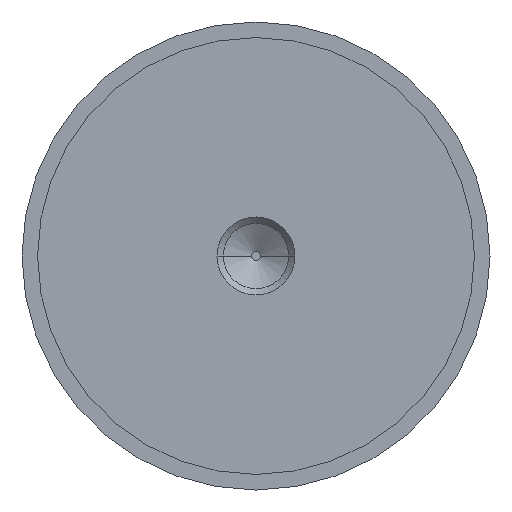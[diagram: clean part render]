
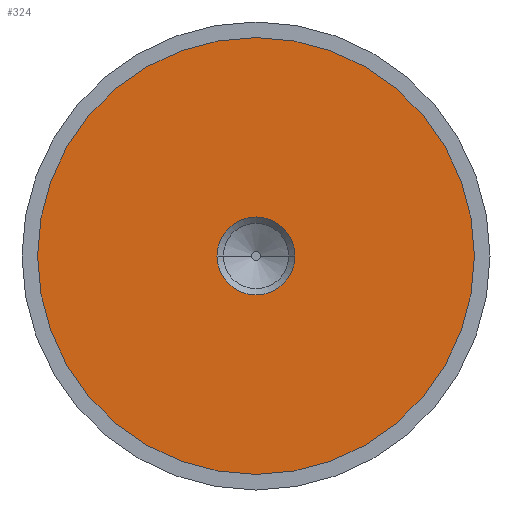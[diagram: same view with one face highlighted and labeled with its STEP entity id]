
A CAD part, front view. The second image highlights one B-rep face of the part: STEP entity #324.
In plain terms, the highlighted planar face has unit normal (0, -1, 0).
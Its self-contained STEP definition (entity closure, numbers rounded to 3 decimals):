
#320=EDGE_CURVE('',#456,#658,#789,.T.);
#324=ADVANCED_FACE('',(#795,#796),#797,.T.);
#336=EDGE_CURVE('',#658,#456,#810,.T.);
#456=VERTEX_POINT('',#946);
#626=EDGE_CURVE('',#664,#670,#1145,.T.);
#634=EDGE_CURVE('',#670,#664,#1155,.T.);
#658=VERTEX_POINT('',#1181);
#664=VERTEX_POINT('',#1187);
#670=VERTEX_POINT('',#1193);
#789=CIRCLE('',#1328,28.0);
#795=FACE_BOUND('',#1334,.T.);
#796=FACE_OUTER_BOUND('',#1335,.T.);
#797=PLANE('',#1336);
#810=CIRCLE('',#1355,28.0);
#946=CARTESIAN_POINT('',(-28.0,0.0,0.));
#1145=CIRCLE('',#1783,5.0);
#1155=CIRCLE('',#1794,5.0);
#1181=CARTESIAN_POINT('',(28.0,0.0,0.0));
#1187=CARTESIAN_POINT('',(5.0,0.0,0.));
#1193=CARTESIAN_POINT('',(-5.0,0.,0.0));
#1328=AXIS2_PLACEMENT_3D('',#1955,#1956,#1957);
#1334=EDGE_LOOP('',(#1967,#1968));
#1335=EDGE_LOOP('',(#1969,#1970));
#1336=AXIS2_PLACEMENT_3D('',#1971,#1972,#1973);
#1355=AXIS2_PLACEMENT_3D('',#1992,#1993,#1994);
#1783=AXIS2_PLACEMENT_3D('',#2438,#2439,#2440);
#1794=AXIS2_PLACEMENT_3D('',#2457,#2458,#2459);
#1955=CARTESIAN_POINT('',(0.0,0.0,0.0));
#1956=DIRECTION('',(0.0,-1.0,0.0));
#1957=DIRECTION('',(1.0,0.0,0.0));
#1967=ORIENTED_EDGE('',*,*,#634,.T.);
#1968=ORIENTED_EDGE('',*,*,#626,.T.);
#1969=ORIENTED_EDGE('',*,*,#336,.T.);
#1970=ORIENTED_EDGE('',*,*,#320,.T.);
#1971=CARTESIAN_POINT('',(0.0,0.0,0.0));
#1972=DIRECTION('',(0.0,-1.0,0.0));
#1973=DIRECTION('',(-1.0,0.0,0.0));
#1992=CARTESIAN_POINT('',(0.0,0.0,0.0));
#1993=DIRECTION('',(0.0,-1.0,0.0));
#1994=DIRECTION('',(1.0,0.0,0.0));
#2438=CARTESIAN_POINT('',(0.0,0.0,0.0));
#2439=DIRECTION('',(0.0,1.0,0.0));
#2440=DIRECTION('',(-1.0,0.0,0.0));
#2457=CARTESIAN_POINT('',(0.0,0.0,0.0));
#2458=DIRECTION('',(0.0,1.0,0.0));
#2459=DIRECTION('',(-1.0,0.0,0.0));
